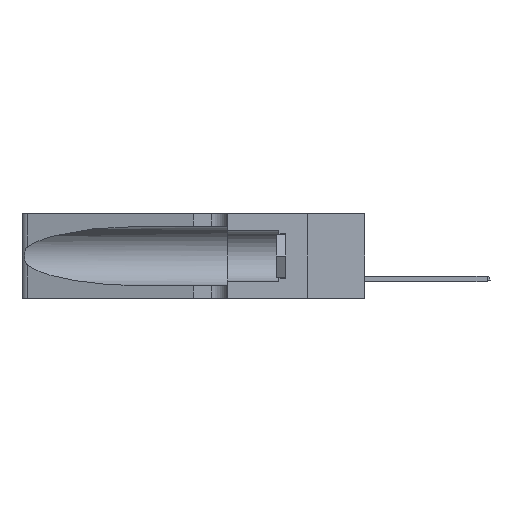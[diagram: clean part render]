
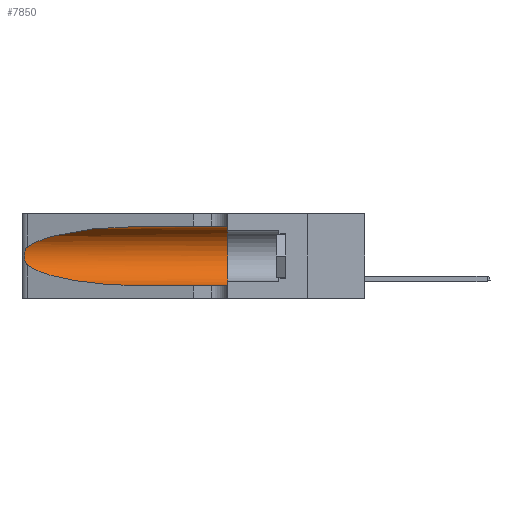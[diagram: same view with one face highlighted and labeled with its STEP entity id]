
A CAD part, left-side view. The second image highlights one B-rep face of the part: STEP entity #7850.
In plain terms, the highlighted cylindrical face has radius 3.308 mm (diameter 6.617 mm), a partial arc.
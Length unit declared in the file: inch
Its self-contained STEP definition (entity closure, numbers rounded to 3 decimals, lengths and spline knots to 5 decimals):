
#75 = EDGE_CURVE ( 'NONE', #13805, #24703, #10776, .T. ) ;
#163 = CARTESIAN_POINT ( 'NONE',  ( 0.2373, 1.15595, 0.08982 ) ) ;
#526 = CARTESIAN_POINT ( 'NONE',  ( 0.25856, 1.23593, 0.16098 ) ) ;
#672 = VERTEX_POINT ( 'NONE', #20503 ) ;
#1837 = CARTESIAN_POINT ( 'NONE',  ( 0.1305, 0.35, 0.185 ) ) ;
#2004 = CARTESIAN_POINT ( 'NONE',  ( 0.1305, 0.35, 0.31525 ) ) ;
#2150 = ORIENTED_EDGE ( 'NONE', *, *, #75, .T. ) ;
#2332 = CARTESIAN_POINT ( 'NONE',  ( 0.1305, 0.35, 0.05475 ) ) ;
#3080 = CARTESIAN_POINT ( 'NONE',  ( 0.25555, 1.22994, 0.2215 ) ) ;
#3135 = CIRCLE ( 'NONE', #28349, 0.13025 ) ;
#3192 = CARTESIAN_POINT ( 'NONE',  ( 0.25789, 1.23486, 0.15765 ) ) ;
#3676 = VERTEX_POINT ( 'NONE', #24628 ) ;
#4002 = CARTESIAN_POINT ( 'NONE',  ( 0.25487, 1.22718, 0.22369 ) ) ;
#5519 = CARTESIAN_POINT ( 'NONE',  ( 0.25487, 1.22718, 0.14631 ) ) ;
#5778 = CARTESIAN_POINT ( 'NONE',  ( 0.25854, 1.2359, 0.20912 ) ) ;
#6007 = CARTESIAN_POINT ( 'NONE',  ( 0.25487, 1.22718, 0.14631 ) ) ;
#6768 = EDGE_LOOP ( 'NONE', ( #11201, #12459, #20772, #2150, #27138, #8373 ) ) ;
#6821 = CYLINDRICAL_SURFACE ( 'NONE', #14119, 0.13025 ) ;
#7850 = ADVANCED_FACE ( 'NONE', ( #15637 ), #6821, .F. ) ;
#8373 = ORIENTED_EDGE ( 'NONE', *, *, #18325, .F. ) ;
#8454 = CARTESIAN_POINT ( 'NONE',  ( 0.26017, 1.23833, 0.17102 ) ) ;
#10776 = LINE ( 'NONE', #19208, #31106 ) ;
#11201 = ORIENTED_EDGE ( 'NONE', *, *, #18791, .T. ) ;
#12459 = ORIENTED_EDGE ( 'NONE', *, *, #30566, .T. ) ;
#12482 = DIRECTION ( 'NONE',  ( 0., 1., 0. ) ) ;
#13805 = VERTEX_POINT ( 'NONE', #21677 ) ;
#13818 = VECTOR ( 'NONE', #32073, 39.37008 ) ;
#13868 = CARTESIAN_POINT ( 'NONE',  ( 0.25487, 1.22718, 0.22369 ) ) ;
#13976 = CARTESIAN_POINT ( 'NONE',  ( 0.26075, 1.23896, 0.19203 ) ) ;
#14119 = AXIS2_PLACEMENT_3D ( 'NONE', #20229, #27766, #14441 ) ;
#14441 = DIRECTION ( 'NONE',  ( 0., 0., -1. ) ) ;
#14838 = VERTEX_POINT ( 'NONE', #2004 ) ;
#15637 = FACE_OUTER_BOUND ( 'NONE', #6768, .T. ) ;
#15934 = CARTESIAN_POINT ( 'NONE',  ( 0.18966, 0.96281, 0.05475 ) ) ;
#16135 = VERTEX_POINT ( 'NONE', #23930 ) ;
#16525 = CARTESIAN_POINT ( 'NONE',  ( 0.26018, 1.23835, 0.19895 ) ) ;
#16705 = LINE ( 'NONE', #34150, #13818 ) ;
#17318 = CARTESIAN_POINT ( 'NONE',  ( 0.2373, 1.15595, 0.28018 ) ) ;
#18325 = EDGE_CURVE ( 'NONE', #3676, #14838, #16705, .T. ) ;
#18791 = EDGE_CURVE ( 'NONE', #3676, #672, #32595, .T. ) ;
#19208 = CARTESIAN_POINT ( 'NONE',  ( 0.1305, 1.61858, 0.05475 ) ) ;
#19286 = CARTESIAN_POINT ( 'NONE',  ( 0.25555, 1.22993, 0.14849 ) ) ;
#19849 = CARTESIAN_POINT ( 'NONE',  ( 0.18966, 0.96281, 0.31525 ) ) ;
#20127 = DIRECTION ( 'NONE',  ( 0., -1., 0. ) ) ;
#20229 = CARTESIAN_POINT ( 'NONE',  ( 0.1305, 1.61858, 0.185 ) ) ;
#20503 = CARTESIAN_POINT ( 'NONE',  ( 0.25487, 1.22718, 0.22369 ) ) ;
#20525 =( BOUNDED_CURVE ( )  B_SPLINE_CURVE ( 3, ( #5519, #163, #15934, #29028 ),
 .UNSPECIFIED., .F., .T. ) 
 B_SPLINE_CURVE_WITH_KNOTS ( ( 4, 4 ),
 ( 3.44316, 4.71239 ),
 .UNSPECIFIED. ) 
 CURVE ( )  GEOMETRIC_REPRESENTATION_ITEM ( )  RATIONAL_B_SPLINE_CURVE ( ( 1., 0.87, 0.87, 1. ) ) 
 REPRESENTATION_ITEM ( '' )  );
#20772 = ORIENTED_EDGE ( 'NONE', *, *, #29876, .T. ) ;
#21677 = CARTESIAN_POINT ( 'NONE',  ( 0.1305, 0.72297, 0.05475 ) ) ;
#21830 = CARTESIAN_POINT ( 'NONE',  ( 0.25639, 1.23186, 0.15144 ) ) ;
#23930 = CARTESIAN_POINT ( 'NONE',  ( 0.25487, 1.22718, 0.14631 ) ) ;
#24274 = CARTESIAN_POINT ( 'NONE',  ( 0.25639, 1.23184, 0.21858 ) ) ;
#24389 = CARTESIAN_POINT ( 'NONE',  ( 0.26075, 1.23896, 0.178 ) ) ;
#24628 = CARTESIAN_POINT ( 'NONE',  ( 0.1305, 0.72297, 0.31525 ) ) ;
#24703 = VERTEX_POINT ( 'NONE', #2332 ) ;
#25439 = CARTESIAN_POINT ( 'NONE',  ( 0.1305, 0.72297, 0.31525 ) ) ;
#26954 = CARTESIAN_POINT ( 'NONE',  ( 0.25787, 1.23484, 0.2124 ) ) ;
#27138 = ORIENTED_EDGE ( 'NONE', *, *, #30763, .F. ) ;
#27766 = DIRECTION ( 'NONE',  ( 0., -1., 0. ) ) ;
#28349 = AXIS2_PLACEMENT_3D ( 'NONE', #1837, #12482, #28484 ) ;
#28484 = DIRECTION ( 'NONE',  ( 0., 0., 1. ) ) ;
#29028 = CARTESIAN_POINT ( 'NONE',  ( 0.1305, 0.72297, 0.05475 ) ) ;
#29876 = EDGE_CURVE ( 'NONE', #16135, #13805, #20525, .T. ) ;
#30566 = EDGE_CURVE ( 'NONE', #672, #16135, #33858, .T. ) ;
#30763 = EDGE_CURVE ( 'NONE', #14838, #24703, #3135, .T. ) ;
#31106 = VECTOR ( 'NONE', #20127, 39.37008 ) ;
#32073 = DIRECTION ( 'NONE',  ( 0., -1., 0. ) ) ;
#32595 =( BOUNDED_CURVE ( )  B_SPLINE_CURVE ( 3, ( #25439, #19849, #17318, #4002 ),
 .UNSPECIFIED., .F., .F. ) 
 B_SPLINE_CURVE_WITH_KNOTS ( ( 4, 4 ),
 ( 1.5708, 2.84003 ),
 .UNSPECIFIED. ) 
 CURVE ( )  GEOMETRIC_REPRESENTATION_ITEM ( )  RATIONAL_B_SPLINE_CURVE ( ( 1., 0.87, 0.87, 1. ) ) 
 REPRESENTATION_ITEM ( '' )  );
#33858 = B_SPLINE_CURVE_WITH_KNOTS ( 'NONE', 3,
 ( #13868, #3080, #24274, #26954, #5778, #16525, #13976, #24389, #8454, #526, #3192, #21830, #19286, #6007 ),
 .UNSPECIFIED., .F., .F.,
 ( 4, 2, 2, 2, 2, 2, 4 ),
 ( 0., 0.00027, 0.00053, 0.00107, 0.0016, 0.00187, 0.00214 ),
 .UNSPECIFIED. ) ;
#34150 = CARTESIAN_POINT ( 'NONE',  ( 0.1305, 1.61858, 0.31525 ) ) ;
